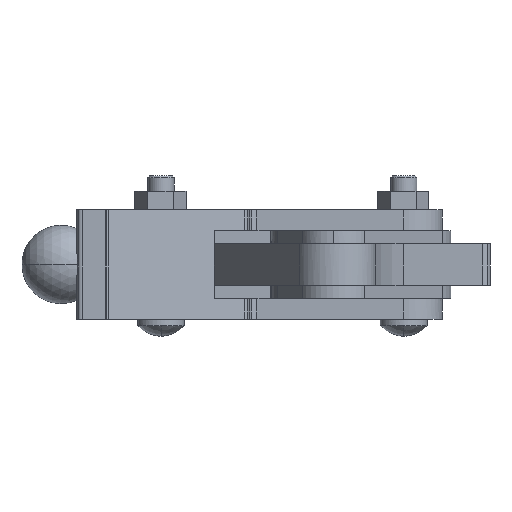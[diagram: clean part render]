
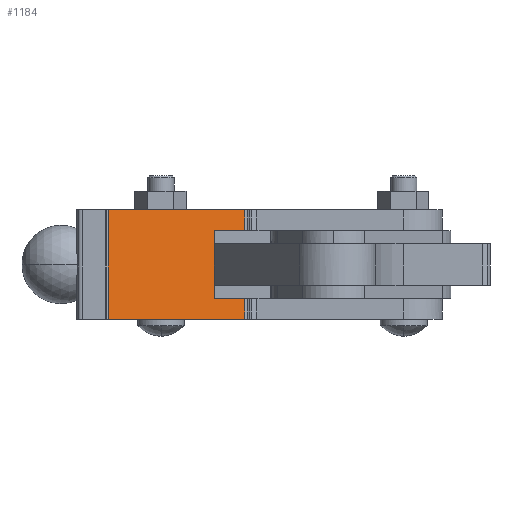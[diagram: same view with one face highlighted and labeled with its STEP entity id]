
A CAD part, left-side view. The second image highlights one B-rep face of the part: STEP entity #1184.
In plain terms, the highlighted planar face has unit normal (-0.926, -0.378, 0).
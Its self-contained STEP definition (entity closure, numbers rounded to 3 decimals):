
#1132=AXIS2_PLACEMENT_3D('Plane Axis2P3D',#1129,#1130,#1131) ;
#570=CARTESIAN_POINT('Vertex',(156.706,517.249,42.)) ;
#573=CARTESIAN_POINT('Line Origine',(167.348,491.172,42.)) ;
#577=CARTESIAN_POINT('Vertex',(177.989,465.096,42.)) ;
#1110=CARTESIAN_POINT('Line Origine',(177.989,465.096,34.)) ;
#1114=CARTESIAN_POINT('Vertex',(177.989,465.096,34.)) ;
#1129=CARTESIAN_POINT('Axis2P3D Location',(173.225,476.771,0.)) ;
#1134=CARTESIAN_POINT('Line Origine',(156.706,517.249,21.)) ;
#1138=CARTESIAN_POINT('Vertex',(156.706,517.249,0.)) ;
#1141=CARTESIAN_POINT('Line Origine',(167.348,491.172,0.)) ;
#1145=CARTESIAN_POINT('Vertex',(177.989,465.096,0.)) ;
#1148=CARTESIAN_POINT('Line Origine',(177.989,465.096,4.)) ;
#1152=CARTESIAN_POINT('Vertex',(177.989,465.096,8.)) ;
#1155=CARTESIAN_POINT('Line Origine',(175.607,470.933,8.)) ;
#1159=CARTESIAN_POINT('Vertex',(173.225,476.771,8.)) ;
#1162=CARTESIAN_POINT('Line Origine',(173.225,476.771,21.)) ;
#1166=CARTESIAN_POINT('Vertex',(173.225,476.771,34.)) ;
#1169=CARTESIAN_POINT('Line Origine',(175.607,470.933,34.)) ;
#574=DIRECTION('Vector Direction',(-0.378,0.926,0.)) ;
#1111=DIRECTION('Vector Direction',(0.,0.,1.)) ;
#1130=DIRECTION('Axis2P3D Direction',(-0.926,-0.378,0.)) ;
#1131=DIRECTION('Axis2P3D XDirection',(0.,0.,1.)) ;
#1135=DIRECTION('Vector Direction',(0.,0.,1.)) ;
#1142=DIRECTION('Vector Direction',(0.378,-0.926,0.)) ;
#1149=DIRECTION('Vector Direction',(0.,0.,1.)) ;
#1156=DIRECTION('Vector Direction',(-0.378,0.926,0.)) ;
#1163=DIRECTION('Vector Direction',(0.,0.,1.)) ;
#1170=DIRECTION('Vector Direction',(0.378,-0.926,0.)) ;
#575=VECTOR('Line Direction',#574,1.) ;
#1112=VECTOR('Line Direction',#1111,1.) ;
#1136=VECTOR('Line Direction',#1135,1.) ;
#1143=VECTOR('Line Direction',#1142,1.) ;
#1150=VECTOR('Line Direction',#1149,1.) ;
#1157=VECTOR('Line Direction',#1156,1.) ;
#1164=VECTOR('Line Direction',#1163,1.) ;
#1171=VECTOR('Line Direction',#1170,1.) ;
#1175=ORIENTED_EDGE('',*,*,#1140,.F.) ;
#1176=ORIENTED_EDGE('',*,*,#1147,.T.) ;
#1177=ORIENTED_EDGE('',*,*,#1154,.T.) ;
#1178=ORIENTED_EDGE('',*,*,#1161,.T.) ;
#1179=ORIENTED_EDGE('',*,*,#1168,.T.) ;
#1180=ORIENTED_EDGE('',*,*,#1173,.T.) ;
#1181=ORIENTED_EDGE('',*,*,#1116,.T.) ;
#1182=ORIENTED_EDGE('',*,*,#579,.T.) ;
#1184=ADVANCED_FACE('MODULSPANNER_TS_V_HD_2500_FM_357822',(#1183),#1133,.T.) ;
#579=EDGE_CURVE('',#578,#571,#576,.T.) ;
#1116=EDGE_CURVE('',#1115,#578,#1113,.T.) ;
#1140=EDGE_CURVE('',#1139,#571,#1137,.T.) ;
#1147=EDGE_CURVE('',#1139,#1146,#1144,.T.) ;
#1154=EDGE_CURVE('',#1146,#1153,#1151,.T.) ;
#1161=EDGE_CURVE('',#1153,#1160,#1158,.T.) ;
#1168=EDGE_CURVE('',#1160,#1167,#1165,.T.) ;
#1173=EDGE_CURVE('',#1167,#1115,#1172,.T.) ;
#1174=EDGE_LOOP('',(#1175,#1176,#1177,#1178,#1179,#1180,#1181,#1182)) ;
#1183=FACE_OUTER_BOUND('',#1174,.T.) ;
#576=LINE('Line',#573,#575) ;
#1113=LINE('Line',#1110,#1112) ;
#1137=LINE('Line',#1134,#1136) ;
#1144=LINE('Line',#1141,#1143) ;
#1151=LINE('Line',#1148,#1150) ;
#1158=LINE('Line',#1155,#1157) ;
#1165=LINE('Line',#1162,#1164) ;
#1172=LINE('Line',#1169,#1171) ;
#1133=PLANE('Plane',#1132) ;
#571=VERTEX_POINT('',#570) ;
#578=VERTEX_POINT('',#577) ;
#1115=VERTEX_POINT('',#1114) ;
#1139=VERTEX_POINT('',#1138) ;
#1146=VERTEX_POINT('',#1145) ;
#1153=VERTEX_POINT('',#1152) ;
#1160=VERTEX_POINT('',#1159) ;
#1167=VERTEX_POINT('',#1166) ;
